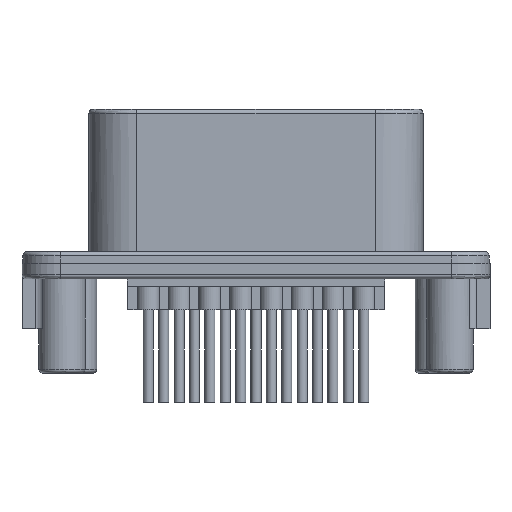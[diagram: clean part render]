
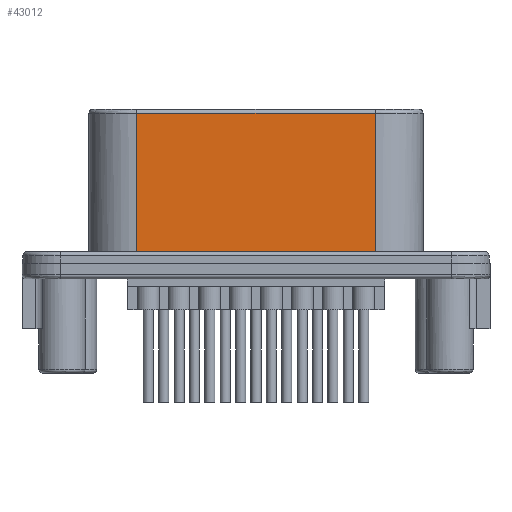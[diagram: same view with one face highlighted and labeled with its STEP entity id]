
A CAD part, front view. The second image highlights one B-rep face of the part: STEP entity #43012.
In plain terms, the highlighted planar face has unit normal (0, -1, 0).
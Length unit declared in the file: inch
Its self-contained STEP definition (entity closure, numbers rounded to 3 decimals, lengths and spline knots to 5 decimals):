
#685 = CARTESIAN_POINT ( 'NONE',  ( -0.61024, -0.46457, 0. ) ) ;
#1195 = DIRECTION ( 'NONE',  ( -1., 0., 0. ) ) ;
#2024 = VECTOR ( 'NONE', #1195, 39.37008 ) ;
#4134 = DIRECTION ( 'NONE',  ( 0., 0., -1. ) ) ;
#7899 = EDGE_CURVE ( 'NONE', #42074, #8619, #24102, .T. ) ;
#8619 = VERTEX_POINT ( 'NONE', #22984 ) ;
#9800 = EDGE_CURVE ( 'NONE', #42074, #23837, #28181, .T. ) ;
#11411 = ORIENTED_EDGE ( 'NONE', *, *, #25396, .F. ) ;
#11629 = DIRECTION ( 'NONE',  ( 0., 0., 1. ) ) ;
#11746 = EDGE_LOOP ( 'NONE', ( #35033, #16962, #11411, #19992 ) ) ;
#13725 = FACE_OUTER_BOUND ( 'NONE', #11746, .T. ) ;
#14250 = CARTESIAN_POINT ( 'NONE',  ( -0.61024, -0.46457, -0.01969 ) ) ;
#15543 = LINE ( 'NONE', #25971, #28997 ) ;
#16962 = ORIENTED_EDGE ( 'NONE', *, *, #22564, .T. ) ;
#17014 = CARTESIAN_POINT ( 'NONE',  ( 0.61024, -0.46457, -0.01969 ) ) ;
#17810 = DIRECTION ( 'NONE',  ( -1., 0., 0. ) ) ;
#19992 = ORIENTED_EDGE ( 'NONE', *, *, #7899, .F. ) ;
#20490 = VECTOR ( 'NONE', #17810, 39.37008 ) ;
#21853 = AXIS2_PLACEMENT_3D ( 'NONE', #685, #27239, #4134 ) ;
#21916 = CARTESIAN_POINT ( 'NONE',  ( 0.61024, -0.46457, -0.7874 ) ) ;
#22417 = LINE ( 'NONE', #14250, #2024 ) ;
#22564 = EDGE_CURVE ( 'NONE', #23837, #25466, #22417, .T. ) ;
#22984 = CARTESIAN_POINT ( 'NONE',  ( -0.61024, -0.46457, -0.7874 ) ) ;
#23837 = VERTEX_POINT ( 'NONE', #17014 ) ;
#24102 = LINE ( 'NONE', #33976, #20490 ) ;
#25396 = EDGE_CURVE ( 'NONE', #8619, #25466, #15543, .T. ) ;
#25466 = VERTEX_POINT ( 'NONE', #40959 ) ;
#25971 = CARTESIAN_POINT ( 'NONE',  ( -0.61024, -0.46457, 0. ) ) ;
#27239 = DIRECTION ( 'NONE',  ( 0., -1., 0. ) ) ;
#28181 = LINE ( 'NONE', #41468, #37646 ) ;
#28997 = VECTOR ( 'NONE', #39272, 39.37008 ) ;
#30530 = PLANE ( 'NONE',  #21853 ) ;
#33976 = CARTESIAN_POINT ( 'NONE',  ( 0., -0.46457, -0.7874 ) ) ;
#35033 = ORIENTED_EDGE ( 'NONE', *, *, #9800, .T. ) ;
#37646 = VECTOR ( 'NONE', #11629, 39.37008 ) ;
#39272 = DIRECTION ( 'NONE',  ( 0., 0., 1. ) ) ;
#40959 = CARTESIAN_POINT ( 'NONE',  ( -0.61024, -0.46457, -0.01969 ) ) ;
#41468 = CARTESIAN_POINT ( 'NONE',  ( 0.61024, -0.46457, 0. ) ) ;
#42074 = VERTEX_POINT ( 'NONE', #21916 ) ;
#43012 = ADVANCED_FACE ( 'NONE', ( #13725 ), #30530, .T. ) ;
